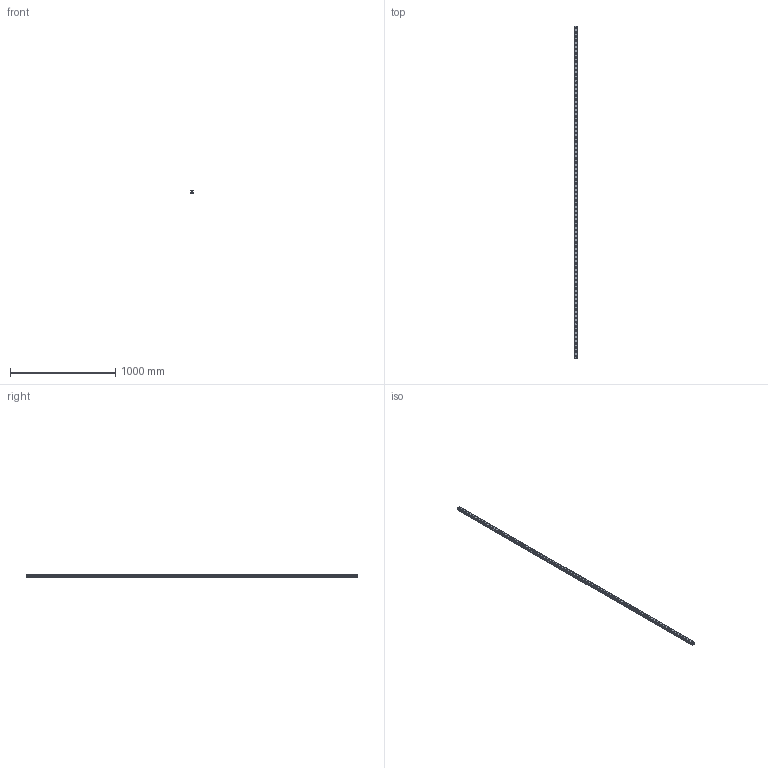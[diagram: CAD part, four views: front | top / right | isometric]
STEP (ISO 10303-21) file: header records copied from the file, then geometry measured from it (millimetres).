
FILE_DESCRIPTION(('STEP AP214'),'1');
FILE_NAME('cctmp_31219C08-0E4D-4E5C-BFF7-73FE89692C52_2021_03_11_14_47_27_0537..stp','2021-03-11T13:47:27',('HIWIN GmbH'),('CADClick - www.CADClick.com'),'Spatial InterOp 3D',' ','unknown authorization');
FILE_SCHEMA(('AUTOMOTIVE_DESIGN'));
Length unit declared in the file: millimetre
Products named in the file (1): RGR30R3160H_FILE
Bounding box: 28 x 3160 x 28 mm (x, y, z)
Volume: 1813410.1 mm3; surface area: 468614.8 mm2
Topology: 1 solids, 1 shells, 826 faces, 1749 edges, 1166 vertices
Faces by surface type: cylinder 492, plane 334
Entity records: 29289 total; most frequent: DIRECTION 4387, CARTESIAN_POINT 3742, ORIENTED_EDGE 3498, AXIS2_PLACEMENT_3D 1811, EDGE_CURVE 1749, VERTEX_POINT 1166, EDGE_LOOP 1067, CIRCLE 984
